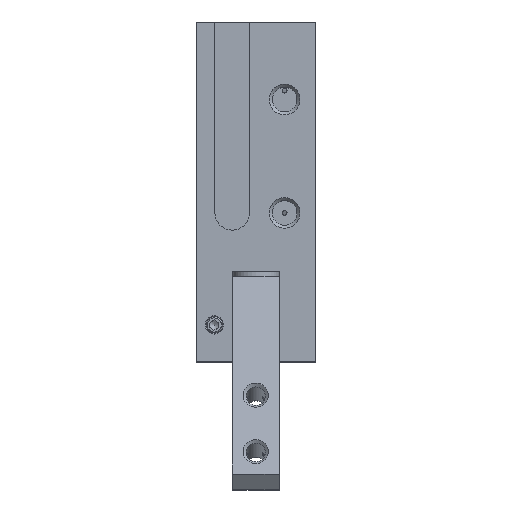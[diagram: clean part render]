
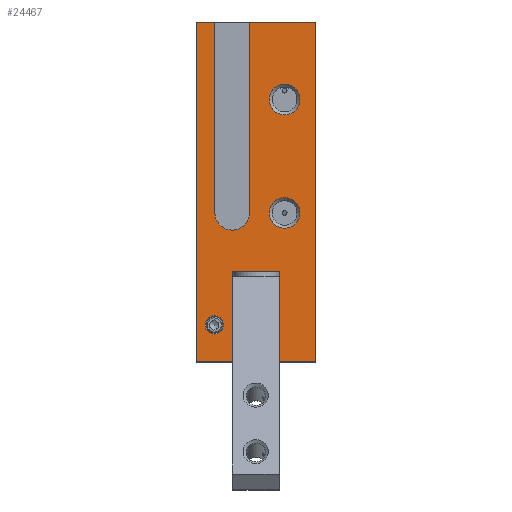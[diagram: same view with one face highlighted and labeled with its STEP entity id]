
A CAD part, top view. The second image highlights one B-rep face of the part: STEP entity #24467.
In plain terms, the highlighted planar face has unit normal (0, 0, 1).
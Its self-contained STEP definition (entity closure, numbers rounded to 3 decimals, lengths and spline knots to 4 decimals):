
#300=CIRCLE($,#25195,0.2567);
#301=CIRCLE($,#25197,0.29);
#302=CIRCLE($,#25198,0.2567);
#303=CIRCLE($,#25199,0.153);
#529=FACE_BOUND($,#3833,.T.);
#530=FACE_BOUND($,#3834,.T.);
#531=FACE_BOUND($,#3835,.T.);
#1006=PLANE($,#25196);
#2309=FACE_OUTER_BOUND($,#3832,.T.);
#3832=EDGE_LOOP($,(#22071,#22072,#22073,#22074,#22075,#22076,#22077,#22078,
#22079,#22080,#22081,#22082,#22083));
#3833=EDGE_LOOP($,(#22084));
#3834=EDGE_LOOP($,(#22085));
#3835=EDGE_LOOP($,(#22086));
#4638=LINE($,#32674,#6455);
#5003=LINE($,#36010,#6820);
#5694=LINE($,#48715,#7511);
#5734=LINE($,#49132,#7551);
#5735=LINE($,#49133,#7552);
#5736=LINE($,#49134,#7553);
#5737=LINE($,#49136,#7554);
#5738=LINE($,#49138,#7555);
#5739=LINE($,#49140,#7556);
#5740=LINE($,#49141,#7557);
#5741=LINE($,#49143,#7558);
#5742=LINE($,#49144,#7559);
#6455=VECTOR($,#26400,5.7);
#6820=VECTOR($,#26961,5.7);
#7511=VECTOR($,#28048,0.5501);
#7551=VECTOR($,#28354,3.2);
#7552=VECTOR($,#28355,0.31);
#7553=VECTOR($,#28356,0.605);
#7554=VECTOR($,#28357,0.9699);
#7555=VECTOR($,#28358,0.79);
#7556=VECTOR($,#28359,1.52);
#7557=VECTOR($,#28360,0.605);
#7558=VECTOR($,#28361,1.11);
#7559=VECTOR($,#28362,3.2);
#9795=VERTEX_POINT($,#32667);
#9798=VERTEX_POINT($,#32672);
#10210=VERTEX_POINT($,#36007);
#10211=VERTEX_POINT($,#36009);
#11395=VERTEX_POINT($,#48510);
#11408=VERTEX_POINT($,#48705);
#11496=VERTEX_POINT($,#49125);
#11497=VERTEX_POINT($,#49128);
#11498=VERTEX_POINT($,#49129);
#11499=VERTEX_POINT($,#49131);
#11500=VERTEX_POINT($,#49135);
#11501=VERTEX_POINT($,#49137);
#11502=VERTEX_POINT($,#49139);
#11503=VERTEX_POINT($,#49142);
#11504=VERTEX_POINT($,#49145);
#11505=VERTEX_POINT($,#49147);
#12512=EDGE_CURVE($,#9795,#9798,#4638,.T.);
#13127=EDGE_CURVE($,#10211,#10210,#5003,.T.);
#14932=EDGE_CURVE($,#11408,#11395,#5694,.T.);
#15045=EDGE_CURVE($,#11496,#11496,#300,.T.);
#15046=EDGE_CURVE($,#11497,#11498,#301,.T.);
#15047=EDGE_CURVE($,#11498,#11499,#5734,.T.);
#15048=EDGE_CURVE($,#11499,#9795,#5735,.T.);
#15049=EDGE_CURVE($,#9798,#11408,#5736,.T.);
#15050=EDGE_CURVE($,#11395,#11500,#5737,.T.);
#15051=EDGE_CURVE($,#11500,#11501,#5738,.T.);
#15052=EDGE_CURVE($,#11501,#11502,#5739,.T.);
#15053=EDGE_CURVE($,#11502,#10211,#5740,.T.);
#15054=EDGE_CURVE($,#10210,#11503,#5741,.T.);
#15055=EDGE_CURVE($,#11503,#11497,#5742,.T.);
#15056=EDGE_CURVE($,#11504,#11504,#302,.T.);
#15057=EDGE_CURVE($,#11505,#11505,#303,.T.);
#22071=ORIENTED_EDGE($,*,*,#15046,.T.);
#22072=ORIENTED_EDGE($,*,*,#15047,.T.);
#22073=ORIENTED_EDGE($,*,*,#15048,.T.);
#22074=ORIENTED_EDGE($,*,*,#12512,.T.);
#22075=ORIENTED_EDGE($,*,*,#15049,.T.);
#22076=ORIENTED_EDGE($,*,*,#14932,.T.);
#22077=ORIENTED_EDGE($,*,*,#15050,.T.);
#22078=ORIENTED_EDGE($,*,*,#15051,.T.);
#22079=ORIENTED_EDGE($,*,*,#15052,.T.);
#22080=ORIENTED_EDGE($,*,*,#15053,.T.);
#22081=ORIENTED_EDGE($,*,*,#13127,.T.);
#22082=ORIENTED_EDGE($,*,*,#15054,.T.);
#22083=ORIENTED_EDGE($,*,*,#15055,.T.);
#22084=ORIENTED_EDGE($,*,*,#15056,.F.);
#22085=ORIENTED_EDGE($,*,*,#15057,.F.);
#22086=ORIENTED_EDGE($,*,*,#15045,.F.);
#24467=ADVANCED_FACE($,(#2309,#529,#530,#531),#1006,.T.);
#25195=AXIS2_PLACEMENT_3D($,#49126,#28348,#28349);
#25196=AXIS2_PLACEMENT_3D($,#49127,#28350,#28351);
#25197=AXIS2_PLACEMENT_3D($,#49130,#28352,#28353);
#25198=AXIS2_PLACEMENT_3D($,#49146,#28363,#28364);
#25199=AXIS2_PLACEMENT_3D($,#49148,#28365,#28366);
#26400=DIRECTION($,(0.,-1.,0.));
#26961=DIRECTION($,(0.,1.,0.));
#28048=DIRECTION($,(0.,1.,0.));
#28348=DIRECTION('center_axis',(0.,0.,1.));
#28349=DIRECTION('ref_axis',(-1.,0.,0.));
#28350=DIRECTION('center_axis',(0.,0.,1.));
#28351=DIRECTION('ref_axis',(1.,0.,0.));
#28352=DIRECTION('center_axis',(0.,0.,-1.));
#28353=DIRECTION('ref_axis',(1.,0.,0.));
#28354=DIRECTION($,(0.,1.,0.));
#28355=DIRECTION($,(-1.,0.,0.));
#28356=DIRECTION($,(1.,0.,0.));
#28357=DIRECTION($,(0.,1.,0.));
#28358=DIRECTION($,(1.,0.,0.));
#28359=DIRECTION($,(0.,-1.,0.));
#28360=DIRECTION($,(1.,0.,0.));
#28361=DIRECTION($,(-1.,0.,0.));
#28362=DIRECTION($,(0.,-1.,0.));
#28363=DIRECTION('center_axis',(0.,0.,1.));
#28364=DIRECTION('ref_axis',(-1.,0.,0.));
#28365=DIRECTION('center_axis',(0.,0.,1.));
#28366=DIRECTION('ref_axis',(-1.,0.,0.));
#32667=CARTESIAN_POINT('',(-1.,2.85,1.5));
#32672=CARTESIAN_POINT('',(-1.,-2.85,1.5));
#32674=CARTESIAN_POINT($,(-1.,2.85,1.5));
#36007=CARTESIAN_POINT('',(1.,2.85,1.5));
#36009=CARTESIAN_POINT('',(1.,-2.85,1.5));
#36010=CARTESIAN_POINT($,(1.,-2.85,1.5));
#48510=CARTESIAN_POINT('',(-0.395,-2.2999,1.5));
#48705=CARTESIAN_POINT('',(-0.395,-2.85,1.5));
#48715=CARTESIAN_POINT($,(-0.395,-2.85,1.5));
#49125=CARTESIAN_POINT('',(0.7367,1.55,1.5));
#49126=CARTESIAN_POINT('Origin',(0.48,1.55,1.5));
#49127=CARTESIAN_POINT('Origin',(1.,0.,1.5));
#49128=CARTESIAN_POINT('',(-0.11,-0.35,1.5));
#49129=CARTESIAN_POINT('',(-0.69,-0.35,1.5));
#49130=CARTESIAN_POINT('Origin',(-0.4,-0.35,1.5));
#49131=CARTESIAN_POINT('',(-0.69,2.85,1.5));
#49132=CARTESIAN_POINT($,(-0.69,-0.35,1.5));
#49133=CARTESIAN_POINT($,(-0.69,2.85,1.5));
#49134=CARTESIAN_POINT($,(-1.,-2.85,1.5));
#49135=CARTESIAN_POINT('',(-0.395,-1.33,1.5));
#49136=CARTESIAN_POINT($,(-0.395,-2.2999,1.5));
#49137=CARTESIAN_POINT('',(0.395,-1.33,1.5));
#49138=CARTESIAN_POINT($,(-0.395,-1.33,1.5));
#49139=CARTESIAN_POINT('',(0.395,-2.85,1.5));
#49140=CARTESIAN_POINT($,(0.395,-1.33,1.5));
#49141=CARTESIAN_POINT($,(0.395,-2.85,1.5));
#49142=CARTESIAN_POINT('',(-0.11,2.85,1.5));
#49143=CARTESIAN_POINT($,(1.,2.85,1.5));
#49144=CARTESIAN_POINT($,(-0.11,2.85,1.5));
#49145=CARTESIAN_POINT('',(0.7367,-0.35,1.5));
#49146=CARTESIAN_POINT('Origin',(0.48,-0.35,1.5));
#49147=CARTESIAN_POINT('',(-0.5471,-2.23,1.5));
#49148=CARTESIAN_POINT('Origin',(-0.7,-2.23,1.5));
